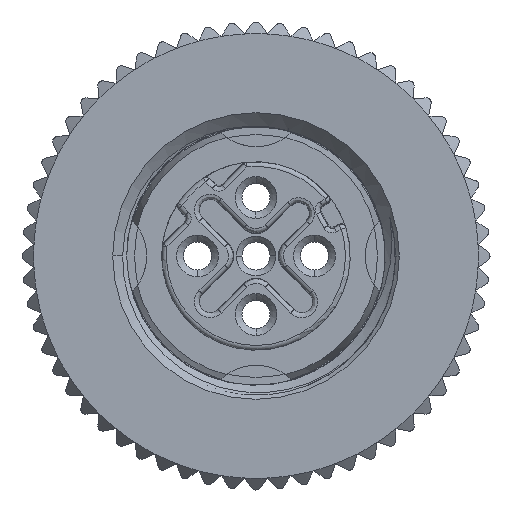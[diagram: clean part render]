
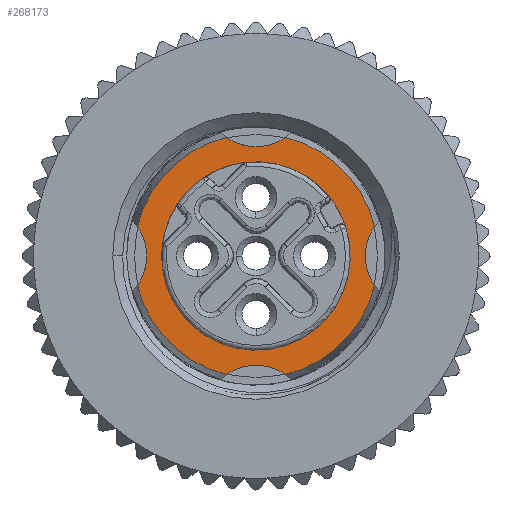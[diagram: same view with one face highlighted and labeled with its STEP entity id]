
A CAD part, front view. The second image highlights one B-rep face of the part: STEP entity #268173.
In plain terms, the highlighted planar face has unit normal (0, -1, 0).
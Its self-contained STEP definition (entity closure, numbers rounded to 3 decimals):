
#81359=CARTESIAN_POINT('',(0.,-0.8,0.));
#81360=DIRECTION('',(0.,1.,0.));
#81361=DIRECTION('',(0.951,0.,0.308));
#81362=AXIS2_PLACEMENT_3D('',#81359,#81360,#81361);
#81435=CARTESIAN_POINT('',(0.,-0.8,0.));
#81436=DIRECTION('',(0.,1.,0.));
#81437=DIRECTION('',(-0.951,0.,-0.308));
#81438=AXIS2_PLACEMENT_3D('',#81435,#81436,#81437);
#81810=CARTESIAN_POINT('',(0.,-0.8,-6.87));
#81811=DIRECTION('',(0.,-1.,0.));
#81812=DIRECTION('',(0.575,0.,0.818));
#81813=AXIS2_PLACEMENT_3D('',#81810,#81811,#81812);
#81815=CARTESIAN_POINT('',(0.,-0.8,0.));
#81816=DIRECTION('',(0.,1.,0.));
#81817=DIRECTION('',(-0.242,0.,-0.97));
#81818=AXIS2_PLACEMENT_3D('',#81815,#81816,#81817);
#81820=CARTESIAN_POINT('',(0.,-0.8,6.87));
#81821=DIRECTION('',(0.,-1.,0.));
#81822=DIRECTION('',(-0.575,0.,-0.818));
#81823=AXIS2_PLACEMENT_3D('',#81820,#81821,#81822);
#81825=CARTESIAN_POINT('',(0.,-0.8,0.));
#81826=DIRECTION('',(0.,-1.,0.));
#81827=DIRECTION('',(0.97,0.,0.242));
#81828=AXIS2_PLACEMENT_3D('',#81825,#81826,#81827);
#81840=CARTESIAN_POINT('',(6.87,-0.8,0.));
#81841=DIRECTION('',(0.,1.,0.));
#81842=DIRECTION('',(-0.818,0.,-0.575));
#81843=AXIS2_PLACEMENT_3D('',#81840,#81841,#81842);
#81956=CARTESIAN_POINT('',(-6.87,-0.8,0.));
#81957=DIRECTION('',(0.,1.,0.));
#81958=DIRECTION('',(0.818,0.,0.575));
#81959=AXIS2_PLACEMENT_3D('',#81956,#81957,#81958);
#82007=CARTESIAN_POINT('',(0.,-0.8,0.));
#82008=DIRECTION('',(0.,-1.,0.));
#82009=DIRECTION('',(0.242,0.,-0.97));
#82010=AXIS2_PLACEMENT_3D('',#82007,#82008,#82009);
#82012=CARTESIAN_POINT('',(5.07,-0.8,-1.265));
#82048=CARTESIAN_POINT('',(-5.07,-0.8,-1.265));
#82070=CARTESIAN_POINT('',(0.,-0.8,0.));
#82071=DIRECTION('',(0.,-1.,0.));
#82072=DIRECTION('',(-0.242,0.,0.97));
#82073=AXIS2_PLACEMENT_3D('',#82070,#82071,#82072);
#82075=CARTESIAN_POINT('',(-5.07,-0.8,1.265));
#82141=CARTESIAN_POINT('',(5.07,-0.8,1.265));
#99996=CARTESIAN_POINT('',(-1.265,-0.8,5.07));
#99997=CARTESIAN_POINT('',(1.265,-0.8,5.07));
#99998=VERTEX_POINT('',#99996);
#99999=VERTEX_POINT('',#99997);
#100000=CARTESIAN_POINT('',(1.265,-0.8,-5.07));
#100001=CARTESIAN_POINT('',(-1.265,-0.8,-5.07));
#100002=VERTEX_POINT('',#100000);
#100003=VERTEX_POINT('',#100001);
#100006=VERTEX_POINT('',#82075);
#100009=VERTEX_POINT('',#82048);
#100011=VERTEX_POINT('',#82141);
#100012=VERTEX_POINT('',#82012);
#100192=CARTESIAN_POINT('',(3.829,-0.8,1.24));
#100193=VERTEX_POINT('',#100192);
#100195=CARTESIAN_POINT('',(-3.829,-0.8,-1.239));
#100197=VERTEX_POINT('',#100195);
#268146=CARTESIAN_POINT('',(0.,-0.8,0.));
#268147=DIRECTION('',(0.,1.,0.));
#268148=DIRECTION('',(-1.,0.,0.));
#268149=AXIS2_PLACEMENT_3D('',#268146,#268147,#268148);
#268150=PLANE('',#268149);
#268152=ORIENTED_EDGE('',*,*,#268151,.F.);
#268154=ORIENTED_EDGE('',*,*,#268153,.F.);
#268156=ORIENTED_EDGE('',*,*,#268155,.T.);
#268158=ORIENTED_EDGE('',*,*,#268157,.T.);
#268160=ORIENTED_EDGE('',*,*,#268159,.F.);
#268162=ORIENTED_EDGE('',*,*,#268161,.F.);
#268164=ORIENTED_EDGE('',*,*,#268163,.T.);
#268166=ORIENTED_EDGE('',*,*,#268165,.F.);
#268167=EDGE_LOOP('',(#268152,#268154,#268156,#268158,#268160,#268162,#268164,
#268166));
#268168=FACE_OUTER_BOUND('',#268167,.F.);
#268169=ORIENTED_EDGE('',*,*,#267036,.F.);
#268170=ORIENTED_EDGE('',*,*,#266992,.F.);
#268171=EDGE_LOOP('',(#268169,#268170));
#268172=FACE_BOUND('',#268171,.F.);
#81363=CIRCLE('',#81362,4.025);
#81439=CIRCLE('',#81438,4.025);
#81814=CIRCLE('',#81813,2.2);
#81819=CIRCLE('',#81818,5.226);
#81824=CIRCLE('',#81823,2.2);
#81829=CIRCLE('',#81828,5.226);
#81844=CIRCLE('',#81843,2.2);
#81960=CIRCLE('',#81959,2.2);
#82011=CIRCLE('',#82010,5.226);
#82074=CIRCLE('',#82073,5.226);
#266992=EDGE_CURVE('',#100193,#100197,#81363,.T.);
#267036=EDGE_CURVE('',#100197,#100193,#81439,.T.);
#268151=EDGE_CURVE('',#100012,#100011,#81844,.T.);
#268153=EDGE_CURVE('',#100002,#100012,#82011,.T.);
#268155=EDGE_CURVE('',#100002,#100003,#81814,.T.);
#268157=EDGE_CURVE('',#100003,#100009,#81819,.T.);
#268159=EDGE_CURVE('',#100006,#100009,#81960,.T.);
#268161=EDGE_CURVE('',#99998,#100006,#82074,.T.);
#268163=EDGE_CURVE('',#99998,#99999,#81824,.T.);
#268165=EDGE_CURVE('',#100011,#99999,#81829,.T.);
#268173=ADVANCED_FACE('',(#268168,#268172),#268150,.F.);
